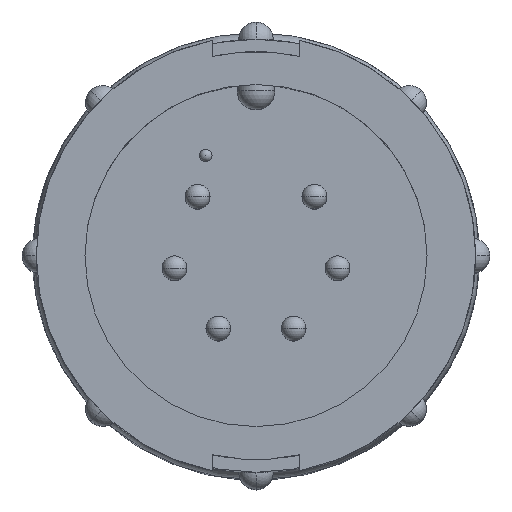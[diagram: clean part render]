
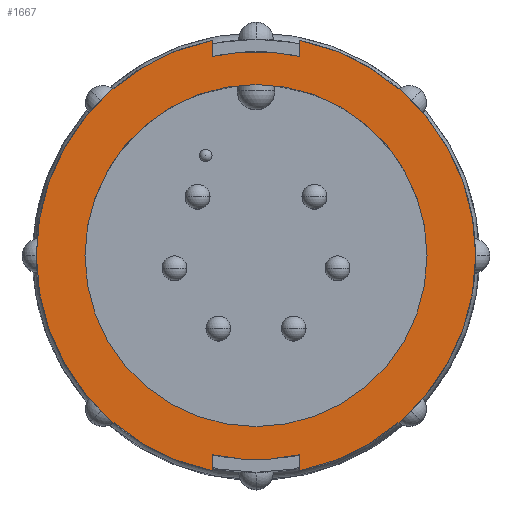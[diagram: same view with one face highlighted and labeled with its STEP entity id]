
A CAD part, top view. The second image highlights one B-rep face of the part: STEP entity #1667.
In plain terms, the highlighted planar face has unit normal (0, 0, 1).
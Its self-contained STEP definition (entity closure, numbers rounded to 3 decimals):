
#46 = CIRCLE ( 'NONE', #5264, 8.89 ) ;
#566 = CIRCLE ( 'NONE', #1280, 6.922 ) ;
#596 = DIRECTION ( 'NONE',  ( 0., 0., -1. ) ) ;
#639 = VERTEX_POINT ( 'NONE', #3093 ) ;
#832 = CARTESIAN_POINT ( 'NONE',  ( -1.778, -9.358, 0. ) ) ;
#853 = EDGE_CURVE ( 'NONE', #7147, #6713, #2922, .T. ) ;
#992 = CIRCLE ( 'NONE', #6585, 6.922 ) ;
#1005 = ORIENTED_EDGE ( 'NONE', *, *, #1176, .T. ) ;
#1077 = CARTESIAN_POINT ( 'NONE',  ( -1.778, -8.061, 0. ) ) ;
#1079 = ORIENTED_EDGE ( 'NONE', *, *, #853, .T. ) ;
#1176 = EDGE_CURVE ( 'NONE', #4168, #8692, #4625, .T. ) ;
#1280 = AXIS2_PLACEMENT_3D ( 'NONE', #1898, #5829, #5765 ) ;
#1351 = DIRECTION ( 'NONE',  ( -1., 0., 0. ) ) ;
#1392 = CARTESIAN_POINT ( 'NONE',  ( 0., 6.922, 0. ) ) ;
#1442 = CARTESIAN_POINT ( 'NONE',  ( 0., 0., 0. ) ) ;
#1667 = ADVANCED_FACE ( 'NONE', ( #7025, #8825 ), #6020, .F. ) ;
#1856 = DIRECTION ( 'NONE',  ( 1., 0., 0. ) ) ;
#1898 = CARTESIAN_POINT ( 'NONE',  ( 0., 0., 0. ) ) ;
#1921 = CARTESIAN_POINT ( 'NONE',  ( 1.778, 9.358, 0. ) ) ;
#2359 = EDGE_CURVE ( 'NONE', #3761, #5755, #566, .T. ) ;
#2400 = CARTESIAN_POINT ( 'NONE',  ( -8.89, 0., 0. ) ) ;
#2402 = EDGE_CURVE ( 'NONE', #8692, #9729, #8289, .T. ) ;
#2866 = CARTESIAN_POINT ( 'NONE',  ( 1.778, -7.834, 0. ) ) ;
#2872 = CARTESIAN_POINT ( 'NONE',  ( 0., 0., 0. ) ) ;
#2922 = CIRCLE ( 'NONE', #5606, 8.255 ) ;
#2974 = VECTOR ( 'NONE', #9269, 1000. ) ;
#3078 = ORIENTED_EDGE ( 'NONE', *, *, #5841, .T. ) ;
#3093 = CARTESIAN_POINT ( 'NONE',  ( 1.778, -8.71, 0. ) ) ;
#3207 = DIRECTION ( 'NONE',  ( 0., 0., 1. ) ) ;
#3290 = ORIENTED_EDGE ( 'NONE', *, *, #4373, .T. ) ;
#3368 = EDGE_CURVE ( 'NONE', #3372, #5079, #7217, .T. ) ;
#3372 = VERTEX_POINT ( 'NONE', #2400 ) ;
#3554 = LINE ( 'NONE', #1921, #7415 ) ;
#3598 = CARTESIAN_POINT ( 'NONE',  ( 0., 0., 0. ) ) ;
#3601 = DIRECTION ( 'NONE',  ( 0., -1., 0. ) ) ;
#3628 = ORIENTED_EDGE ( 'NONE', *, *, #2402, .T. ) ;
#3639 = DIRECTION ( 'NONE',  ( 0., 0., 1. ) ) ;
#3685 = AXIS2_PLACEMENT_3D ( 'NONE', #4209, #8871, #1856 ) ;
#3714 = DIRECTION ( 'NONE',  ( 0., 0., 1. ) ) ;
#3761 = VERTEX_POINT ( 'NONE', #4129 ) ;
#3780 = EDGE_CURVE ( 'NONE', #639, #9745, #7908, .T. ) ;
#3794 = CARTESIAN_POINT ( 'NONE',  ( -1.778, -8.71, 0. ) ) ;
#4049 = LINE ( 'NONE', #2866, #5996 ) ;
#4129 = CARTESIAN_POINT ( 'NONE',  ( 6.922, 0., 0. ) ) ;
#4168 = VERTEX_POINT ( 'NONE', #5452 ) ;
#4209 = CARTESIAN_POINT ( 'NONE',  ( 0., 0., 0. ) ) ;
#4346 = DIRECTION ( 'NONE',  ( 0., 0., 1. ) ) ;
#4373 = EDGE_CURVE ( 'NONE', #5079, #7147, #6849, .T. ) ;
#4387 = CARTESIAN_POINT ( 'NONE',  ( 1.778, 8.71, 0. ) ) ;
#4608 = EDGE_CURVE ( 'NONE', #6713, #639, #4049, .T. ) ;
#4625 = CIRCLE ( 'NONE', #4768, 8.255 ) ;
#4768 = AXIS2_PLACEMENT_3D ( 'NONE', #2872, #7391, #5179 ) ;
#5057 = CARTESIAN_POINT ( 'NONE',  ( 1.778, -8.061, 0. ) ) ;
#5079 = VERTEX_POINT ( 'NONE', #3794 ) ;
#5179 = DIRECTION ( 'NONE',  ( 1., 0., 0. ) ) ;
#5264 = AXIS2_PLACEMENT_3D ( 'NONE', #1442, #3639, #8973 ) ;
#5427 = AXIS2_PLACEMENT_3D ( 'NONE', #1392, #596, #1351 ) ;
#5452 = CARTESIAN_POINT ( 'NONE',  ( 1.778, 8.061, 0. ) ) ;
#5583 = DIRECTION ( 'NONE',  ( 1., 0., 0. ) ) ;
#5606 = AXIS2_PLACEMENT_3D ( 'NONE', #3598, #4346, #6604 ) ;
#5650 = CARTESIAN_POINT ( 'NONE',  ( 0., 0., 0. ) ) ;
#5730 = DIRECTION ( 'NONE',  ( 0., 1., 0. ) ) ;
#5755 = VERTEX_POINT ( 'NONE', #6445 ) ;
#5765 = DIRECTION ( 'NONE',  ( 1., 0., 0. ) ) ;
#5829 = DIRECTION ( 'NONE',  ( 0., 0., 1. ) ) ;
#5841 = EDGE_CURVE ( 'NONE', #9729, #3372, #46, .T. ) ;
#5864 = CARTESIAN_POINT ( 'NONE',  ( -1.778, 7.834, 0. ) ) ;
#5996 = VECTOR ( 'NONE', #6824, 1000. ) ;
#6020 = PLANE ( 'NONE',  #5427 ) ;
#6077 = ORIENTED_EDGE ( 'NONE', *, *, #6294, .T. ) ;
#6181 = ORIENTED_EDGE ( 'NONE', *, *, #3780, .T. ) ;
#6294 = EDGE_CURVE ( 'NONE', #9745, #4168, #3554, .T. ) ;
#6445 = CARTESIAN_POINT ( 'NONE',  ( -6.922, 0., 0. ) ) ;
#6585 = AXIS2_PLACEMENT_3D ( 'NONE', #9948, #3714, #9977 ) ;
#6604 = DIRECTION ( 'NONE',  ( 1., 0., 0. ) ) ;
#6713 = VERTEX_POINT ( 'NONE', #5057 ) ;
#6824 = DIRECTION ( 'NONE',  ( 0., -1., 0. ) ) ;
#6837 = EDGE_LOOP ( 'NONE', ( #7961, #7776 ) ) ;
#6849 = LINE ( 'NONE', #832, #2974 ) ;
#6913 = ORIENTED_EDGE ( 'NONE', *, *, #4608, .T. ) ;
#6966 = EDGE_LOOP ( 'NONE', ( #6181, #6077, #1005, #3628, #3078, #8867, #3290, #1079, #6913 ) ) ;
#7025 = FACE_BOUND ( 'NONE', #6837, .T. ) ;
#7147 = VERTEX_POINT ( 'NONE', #1077 ) ;
#7217 = CIRCLE ( 'NONE', #8045, 8.89 ) ;
#7234 = CARTESIAN_POINT ( 'NONE',  ( -1.778, 8.061, 0. ) ) ;
#7391 = DIRECTION ( 'NONE',  ( 0., 0., 1. ) ) ;
#7415 = VECTOR ( 'NONE', #3601, 1000. ) ;
#7776 = ORIENTED_EDGE ( 'NONE', *, *, #8073, .F. ) ;
#7908 = CIRCLE ( 'NONE', #3685, 8.89 ) ;
#7961 = ORIENTED_EDGE ( 'NONE', *, *, #2359, .F. ) ;
#8045 = AXIS2_PLACEMENT_3D ( 'NONE', #5650, #3207, #5583 ) ;
#8073 = EDGE_CURVE ( 'NONE', #5755, #3761, #992, .T. ) ;
#8198 = CARTESIAN_POINT ( 'NONE',  ( -1.778, 8.71, 0. ) ) ;
#8289 = LINE ( 'NONE', #5864, #9831 ) ;
#8692 = VERTEX_POINT ( 'NONE', #7234 ) ;
#8825 = FACE_OUTER_BOUND ( 'NONE', #6966, .T. ) ;
#8867 = ORIENTED_EDGE ( 'NONE', *, *, #3368, .T. ) ;
#8871 = DIRECTION ( 'NONE',  ( 0., 0., 1. ) ) ;
#8973 = DIRECTION ( 'NONE',  ( 1., 0., 0. ) ) ;
#9269 = DIRECTION ( 'NONE',  ( 0., 1., 0. ) ) ;
#9729 = VERTEX_POINT ( 'NONE', #8198 ) ;
#9745 = VERTEX_POINT ( 'NONE', #4387 ) ;
#9831 = VECTOR ( 'NONE', #5730, 1000. ) ;
#9948 = CARTESIAN_POINT ( 'NONE',  ( 0., 0., 0. ) ) ;
#9977 = DIRECTION ( 'NONE',  ( 1., 0., 0. ) ) ;
